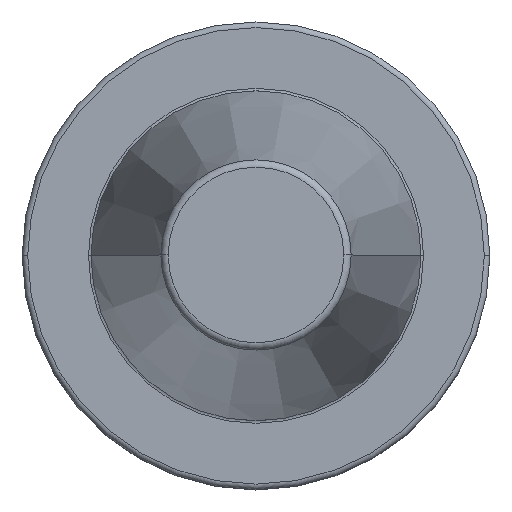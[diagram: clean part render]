
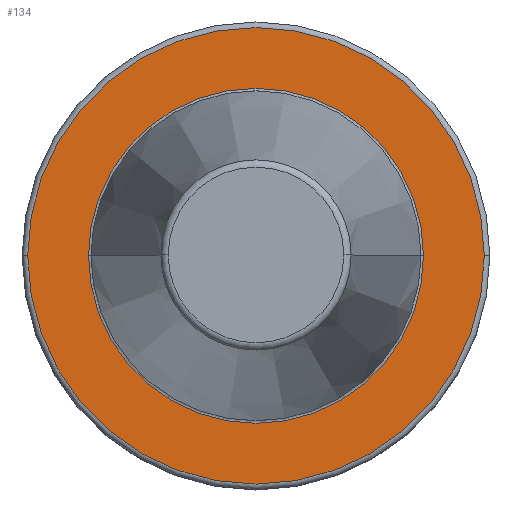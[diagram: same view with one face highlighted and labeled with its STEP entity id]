
A CAD part, top view. The second image highlights one B-rep face of the part: STEP entity #134.
In plain terms, the highlighted planar face has unit normal (0, 0, 1).
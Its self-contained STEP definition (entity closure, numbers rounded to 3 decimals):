
#35=FACE_BOUND('',#230,.T.);
#36=FACE_BOUND('',#231,.T.);
#45=PLANE('',#714);
#134=ADVANCED_FACE('',(#35,#36),#45,.F.);
#230=EDGE_LOOP('',(#347,#348));
#231=EDGE_LOOP('',(#349,#350));
#347=ORIENTED_EDGE('',*,*,#531,.T.);
#348=ORIENTED_EDGE('',*,*,#471,.T.);
#349=ORIENTED_EDGE('',*,*,#464,.T.);
#350=ORIENTED_EDGE('',*,*,#466,.T.);
#415=VERTEX_POINT('',#986);
#418=VERTEX_POINT('',#991);
#423=VERTEX_POINT('',#1007);
#424=VERTEX_POINT('',#1008);
#464=EDGE_CURVE('',#415,#418,#546,.T.);
#466=EDGE_CURVE('',#418,#415,#548,.T.);
#471=EDGE_CURVE('',#423,#424,#553,.T.);
#531=EDGE_CURVE('',#424,#423,#593,.T.);
#546=CIRCLE('',#641,22.563);
#548=CIRCLE('',#644,22.563);
#553=CIRCLE('',#651,30.75);
#593=CIRCLE('',#713,30.75);
#641=AXIS2_PLACEMENT_3D('',#992,#756,#757);
#644=AXIS2_PLACEMENT_3D('',#995,#762,#763);
#651=AXIS2_PLACEMENT_3D('',#1006,#776,#777);
#713=AXIS2_PLACEMENT_3D('',#1126,#920,#921);
#714=AXIS2_PLACEMENT_3D('',#1127,#922,#923);
#756=DIRECTION('',(0.,0.,-1.));
#757=DIRECTION('',(-1.,0.,0.));
#762=DIRECTION('',(0.,0.,-1.));
#763=DIRECTION('',(-1.,0.,0.));
#776=DIRECTION('',(0.,0.,1.));
#777=DIRECTION('',(-1.,0.,0.));
#920=DIRECTION('',(0.,0.,1.));
#921=DIRECTION('',(-1.,0.,0.));
#922=DIRECTION('',(0.,0.,-1.));
#923=DIRECTION('',(1.,0.,0.));
#986=CARTESIAN_POINT('',(-22.563,0.,-2.));
#991=CARTESIAN_POINT('',(22.563,0.,-2.));
#992=CARTESIAN_POINT('',(0.,0.,-2.));
#995=CARTESIAN_POINT('',(0.,0.,-2.));
#1006=CARTESIAN_POINT('',(0.,0.,-2.));
#1007=CARTESIAN_POINT('',(30.75,0.,-2.));
#1008=CARTESIAN_POINT('',(-30.75,0.,-2.));
#1126=CARTESIAN_POINT('',(0.,0.,-2.));
#1127=CARTESIAN_POINT('',(0.,31.5,-2.));
